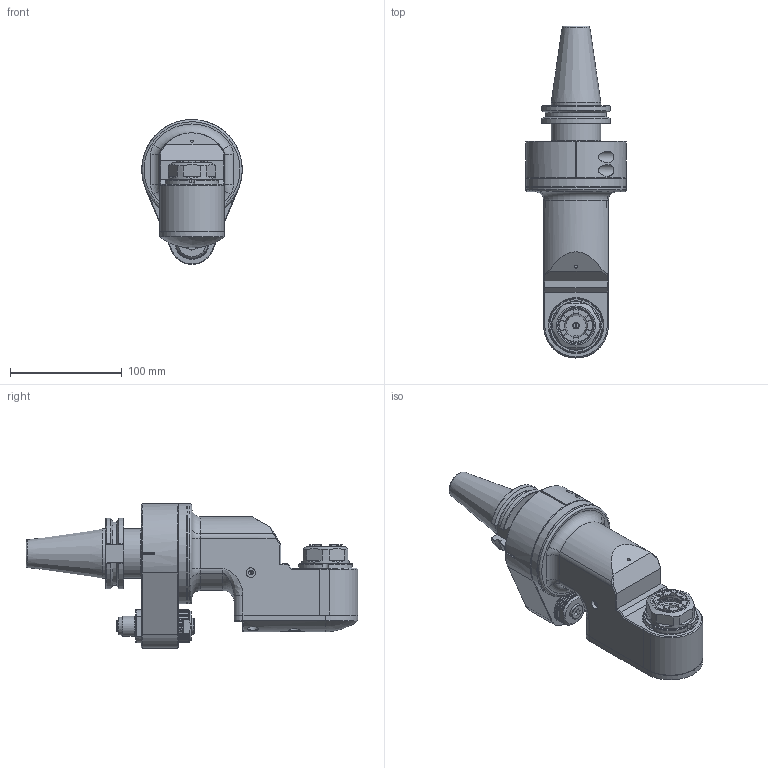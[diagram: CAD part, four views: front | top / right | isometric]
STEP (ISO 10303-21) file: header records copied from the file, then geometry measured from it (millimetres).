
FILE_DESCRIPTION(/* description */ (''),/* implementation_level */ '2;1');
FILE_NAME(/* name */ '9.GR9.160C0-12C40.stp',/* time_stamp */ '2023-02-27T11:45:17-05:00',/* author */ ('jkrenzer'),/* organization */ (''),/* preprocessor_version */ 'ST-DEVELOPER v18.1',/* originating_system */ 'Autodesk Inventor 2022',/* authorisation */ '');
FILE_SCHEMA (('AUTOMOTIVE_DESIGN { 1 0 10303 214 3 1 1 }'));
Length unit declared in the file: millimetre
Products named in the file (3): 9.GR9.160C0-12C40; 9_GR9_16000RI; 9_GA1_446_1 (Classic, Type 1, Cat40, 65mm)
Assembly tree (2 placements, depth 2):
  9.GR9.160C0-12C40
    9_GR9_16000RI
    9_GA1_446_1 (Classic, Type 1, Cat40, 65mm)
Bounding box: 90 x 297.4 x 130 mm (x, y, z)
Volume: 850405.2 mm3; surface area: 188565.9 mm2
Topology: 5 solids, 6 shells, 1543 faces, 4094 edges, 2672 vertices
Faces by surface type: plane 926, cylinder 316, cone 200, bspline 66, torus 34, sphere 1
Full cylindrical faces by diameter (mm): 2 x2, 2.2 x4, 2.5 x6, 3 x4, 3.2 x3, 3.3 x1, 4 x5, 4.2 x12, 4.5 x4, 5 x5, 5.5 x5, 6 x4, 6.4 x1, 6.5 x2, 7 x2, 8 x1, 8.5 x2, 9.5 x4, 10 x3, 10.2 x1, 10.5 x2, 11 x1, 12 x1, 14 x4, 15.2 x1, 15.5 x1, 15.875 x1, 16 x2, 16.28 x1, 16.8 x1
Entity records: 51021 total; most frequent: CARTESIAN_POINT 13094, ORIENTED_EDGE 8149, DIRECTION 7681, EDGE_CURVE 4076, VERTEX_POINT 2673, AXIS2_PLACEMENT_3D 2670, LINE 2341, VECTOR 2341
